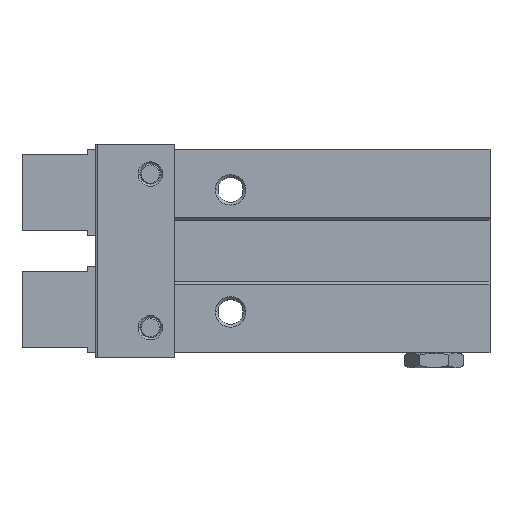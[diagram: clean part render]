
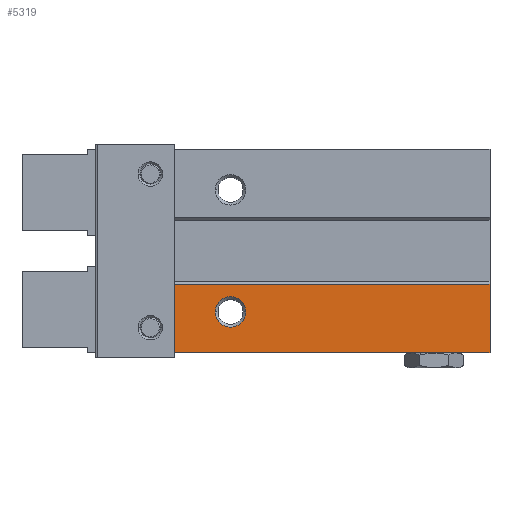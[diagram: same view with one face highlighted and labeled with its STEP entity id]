
A CAD part, top view. The second image highlights one B-rep face of the part: STEP entity #5319.
In plain terms, the highlighted planar face has unit normal (0, 0, 1).
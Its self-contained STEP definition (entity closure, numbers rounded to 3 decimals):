
#4 = VECTOR ( 'NONE', #3598, 1000. ) ;
#275 = FACE_OUTER_BOUND ( 'NONE', #4829, .T. ) ;
#327 = DIRECTION ( 'NONE',  ( -1., 0., 0. ) ) ;
#821 = AXIS2_PLACEMENT_3D ( 'NONE', #4623, #1804, #5115 ) ;
#831 = DIRECTION ( 'NONE',  ( 0., -1., 0. ) ) ;
#881 = EDGE_CURVE ( 'NONE', #1972, #3319, #3484, .T. ) ;
#993 = ORIENTED_EDGE ( 'NONE', *, *, #3176, .F. ) ;
#1000 = DIRECTION ( 'NONE',  ( -1., 0., 0. ) ) ;
#1210 = VERTEX_POINT ( 'NONE', #2583 ) ;
#1314 = ORIENTED_EDGE ( 'NONE', *, *, #5562, .T. ) ;
#1393 = ORIENTED_EDGE ( 'NONE', *, *, #2021, .T. ) ;
#1512 = VERTEX_POINT ( 'NONE', #2804 ) ;
#1804 = DIRECTION ( 'NONE',  ( 0., 0., -1. ) ) ;
#1898 = ORIENTED_EDGE ( 'NONE', *, *, #881, .T. ) ;
#1972 = VERTEX_POINT ( 'NONE', #3162 ) ;
#2021 = EDGE_CURVE ( 'NONE', #4013, #1512, #5998, .T. ) ;
#2054 = DIRECTION ( 'NONE',  ( 0., -1., 0. ) ) ;
#2142 = ORIENTED_EDGE ( 'NONE', *, *, #4505, .T. ) ;
#2144 = AXIS2_PLACEMENT_3D ( 'NONE', #5980, #3144, #327 ) ;
#2340 = VECTOR ( 'NONE', #2054, 1000. ) ;
#2410 = CARTESIAN_POINT ( 'NONE',  ( -31., 10., 5.25 ) ) ;
#2483 = EDGE_LOOP ( 'NONE', ( #1314, #1393 ) ) ;
#2529 = CARTESIAN_POINT ( 'NONE',  ( 0., 10., 5.25 ) ) ;
#2572 = AXIS2_PLACEMENT_3D ( 'NONE', #2410, #3824, #1000 ) ;
#2583 = CARTESIAN_POINT ( 'NONE',  ( 0., -3.3, 5.25 ) ) ;
#2653 = LINE ( 'NONE', #2654, #4 ) ;
#2654 = CARTESIAN_POINT ( 'NONE',  ( -31., -3.3, 5.25 ) ) ;
#2708 = LINE ( 'NONE', #4142, #3819 ) ;
#2804 = CARTESIAN_POINT ( 'NONE',  ( -27., -6., 5.25 ) ) ;
#3144 = DIRECTION ( 'NONE',  ( 0., 0., -1. ) ) ;
#3162 = CARTESIAN_POINT ( 'NONE',  ( -31., -3.3, 5.25 ) ) ;
#3176 = EDGE_CURVE ( 'NONE', #1972, #1210, #2653, .T. ) ;
#3319 = VERTEX_POINT ( 'NONE', #3679 ) ;
#3484 = LINE ( 'NONE', #3642, #4751 ) ;
#3598 = DIRECTION ( 'NONE',  ( 1., 0., 0. ) ) ;
#3642 = CARTESIAN_POINT ( 'NONE',  ( -31., 10., 5.25 ) ) ;
#3679 = CARTESIAN_POINT ( 'NONE',  ( -31., -10., 5.25 ) ) ;
#3800 = PLANE ( 'NONE',  #2572 ) ;
#3806 = CIRCLE ( 'NONE', #2144, 1.5 ) ;
#3819 = VECTOR ( 'NONE', #4618, 1000. ) ;
#3824 = DIRECTION ( 'NONE',  ( 0., 0., -1. ) ) ;
#4013 = VERTEX_POINT ( 'NONE', #4229 ) ;
#4142 = CARTESIAN_POINT ( 'NONE',  ( -31., -10., 5.25 ) ) ;
#4229 = CARTESIAN_POINT ( 'NONE',  ( -24., -6., 5.25 ) ) ;
#4392 = VERTEX_POINT ( 'NONE', #5506 ) ;
#4505 = EDGE_CURVE ( 'NONE', #3319, #4392, #2708, .T. ) ;
#4618 = DIRECTION ( 'NONE',  ( 1., 0., 0. ) ) ;
#4623 = CARTESIAN_POINT ( 'NONE',  ( -25.5, -6., 5.25 ) ) ;
#4751 = VECTOR ( 'NONE', #831, 1000. ) ;
#4829 = EDGE_LOOP ( 'NONE', ( #993, #1898, #2142, #4992 ) ) ;
#4992 = ORIENTED_EDGE ( 'NONE', *, *, #5368, .F. ) ;
#5115 = DIRECTION ( 'NONE',  ( -1., 0., 0. ) ) ;
#5154 = FACE_BOUND ( 'NONE', #2483, .T. ) ;
#5319 = ADVANCED_FACE ( 'NONE', ( #5154, #275 ), #3800, .F. ) ;
#5368 = EDGE_CURVE ( 'NONE', #1210, #4392, #6112, .T. ) ;
#5506 = CARTESIAN_POINT ( 'NONE',  ( 0., -10., 5.25 ) ) ;
#5562 = EDGE_CURVE ( 'NONE', #1512, #4013, #3806, .T. ) ;
#5980 = CARTESIAN_POINT ( 'NONE',  ( -25.5, -6., 5.25 ) ) ;
#5998 = CIRCLE ( 'NONE', #821, 1.5 ) ;
#6112 = LINE ( 'NONE', #2529, #2340 ) ;
